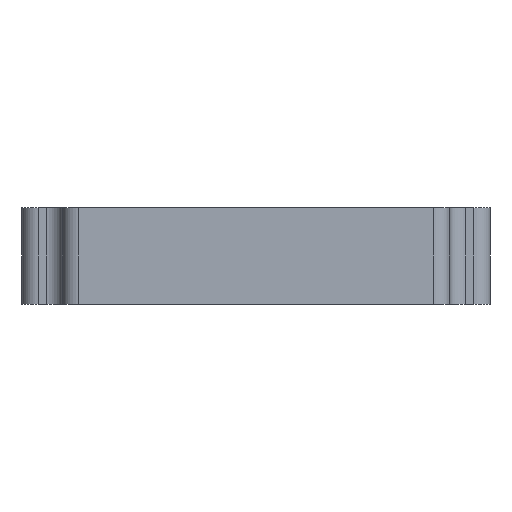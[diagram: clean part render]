
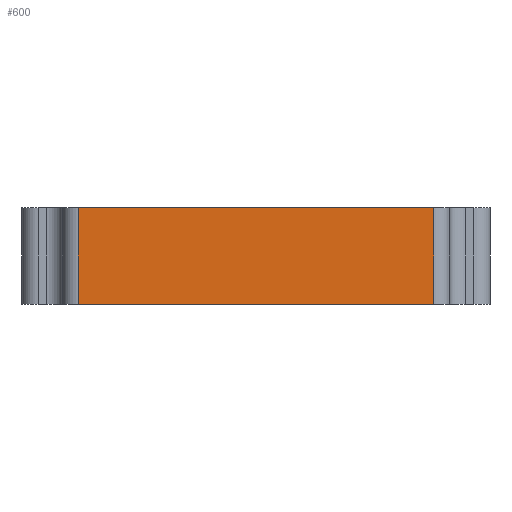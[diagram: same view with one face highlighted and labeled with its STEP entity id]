
A CAD part, left-side view. The second image highlights one B-rep face of the part: STEP entity #600.
In plain terms, the highlighted planar face has unit normal (-1, 0, 0).
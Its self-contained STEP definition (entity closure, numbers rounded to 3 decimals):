
#109 = CARTESIAN_POINT ( 'NONE',  ( 0., 25.5, 6. ) ) ;
#110 = CARTESIAN_POINT ( 'NONE',  ( 0., 3.5, 6. ) ) ;
#262 = DIRECTION ( 'NONE',  ( 0., 1., 0. ) ) ;
#263 = DIRECTION ( 'NONE',  ( 1., 0., 0. ) ) ;
#266 = CARTESIAN_POINT ( 'NONE',  ( 0., 2.5, 6. ) ) ;
#268 = PLANE ( 'NONE',  #2134 ) ;
#600 = ADVANCED_FACE ( 'NONE', ( #2439 ), #268, .F. ) ;
#751 = DIRECTION ( 'NONE',  ( 0., -1., 0. ) ) ;
#753 = CARTESIAN_POINT ( 'NONE',  ( 0., 2.5, 0. ) ) ;
#766 = DIRECTION ( 'NONE',  ( 0., -1., 0. ) ) ;
#767 = CARTESIAN_POINT ( 'NONE',  ( 0., 2.5, 6. ) ) ;
#801 = CARTESIAN_POINT ( 'NONE',  ( 0., 3.5, 0. ) ) ;
#804 = CARTESIAN_POINT ( 'NONE',  ( 0., 25.5, 0. ) ) ;
#951 = DIRECTION ( 'NONE',  ( 0., 0., -1. ) ) ;
#952 = CARTESIAN_POINT ( 'NONE',  ( 0., 25.5, 6. ) ) ;
#1106 = DIRECTION ( 'NONE',  ( 0., 0., 1. ) ) ;
#1120 = CARTESIAN_POINT ( 'NONE',  ( 0., 3.5, 6. ) ) ;
#1370 = ORIENTED_EDGE ( 'NONE', *, *, #2193, .F. ) ;
#1371 = ORIENTED_EDGE ( 'NONE', *, *, #2311, .T. ) ;
#1372 = ORIENTED_EDGE ( 'NONE', *, *, #2201, .T. ) ;
#1373 = ORIENTED_EDGE ( 'NONE', *, *, #1840, .T. ) ;
#1466 = VERTEX_POINT ( 'NONE', #110 ) ;
#1467 = VERTEX_POINT ( 'NONE', #109 ) ;
#1840 = EDGE_CURVE ( 'NONE', #2373, #1466, #2553, .T. ) ;
#1901 = LINE ( 'NONE', #767, #1904 ) ;
#1904 = VECTOR ( 'NONE', #766, 1000. ) ;
#1913 = LINE ( 'NONE', #753, #1915 ) ;
#1915 = VECTOR ( 'NONE', #751, 1000. ) ;
#2056 = LINE ( 'NONE', #952, #2058 ) ;
#2058 = VECTOR ( 'NONE', #951, 1000. ) ;
#2134 = AXIS2_PLACEMENT_3D ( 'NONE', #266, #263, #262 ) ;
#2193 = EDGE_CURVE ( 'NONE', #1467, #1466, #1901, .T. ) ;
#2201 = EDGE_CURVE ( 'NONE', #2370, #2373, #1913, .T. ) ;
#2311 = EDGE_CURVE ( 'NONE', #1467, #2370, #2056, .T. ) ;
#2370 = VERTEX_POINT ( 'NONE', #804 ) ;
#2373 = VERTEX_POINT ( 'NONE', #801 ) ;
#2390 = EDGE_LOOP ( 'NONE', ( #1370, #1371, #1372, #1373 ) ) ;
#2439 = FACE_OUTER_BOUND ( 'NONE', #2390, .T. ) ;
#2553 = LINE ( 'NONE', #1120, #2558 ) ;
#2558 = VECTOR ( 'NONE', #1106, 1000. ) ;
